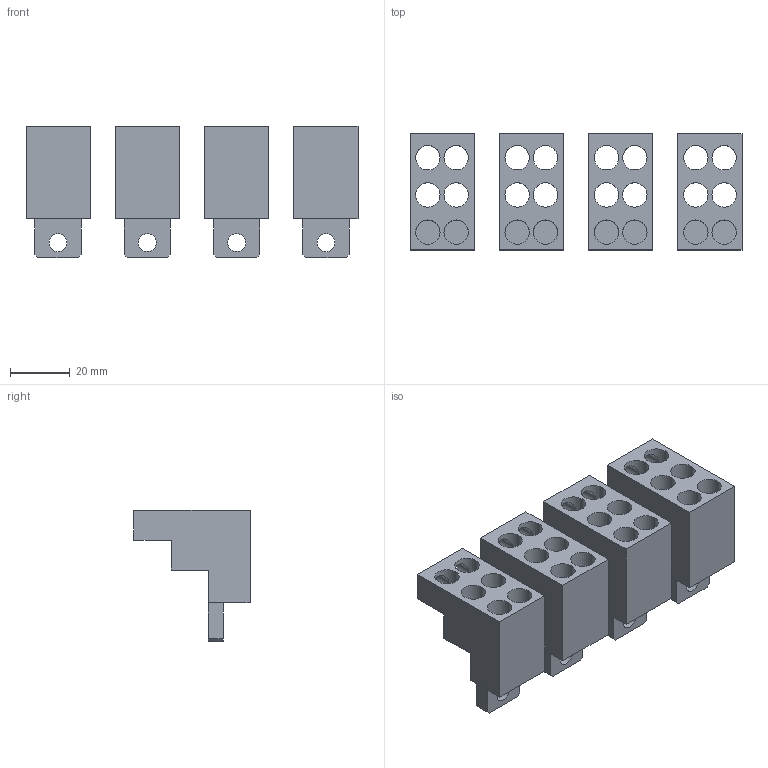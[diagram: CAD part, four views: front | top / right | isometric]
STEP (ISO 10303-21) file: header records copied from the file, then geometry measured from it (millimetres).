
FILE_DESCRIPTION(('CATIA V5 STEP Exchange'),'2;1');
FILE_NAME('1SDH001295R0377_1PA_001_00_XT2_4P_WITHDRAWABLE_MC_SUP.stp','2014-11-11T15:27:38+00:00',('none'),('none'),'CATIA Version 5 Release 20 SP 1 (IN-10)','CATIA V5 STEP AP214','none');
FILE_SCHEMA(('AUTOMOTIVE_DESIGN { 1 0 10303 214 1 1 1 1 }'));
Length unit declared in the file: millimetre
Products named in the file (1): 1SDH001295R0377_1PA_001_00_XT2_4P_WITHDRAWABLE_MC_SUP
Bounding box: 111.5 x 39 x 44 mm (x, y, z)
Volume: 44532.6 mm3; surface area: 31823.9 mm2
Topology: 4 solids, 4 shells, 176 faces, 480 edges, 320 vertices
Faces by surface type: cylinder 104, plane 72
Entity records: 6226 total; most frequent: CARTESIAN_POINT 1993, ORIENTED_EDGE 960, DIRECTION 608, EDGE_CURVE 480, VERTEX_POINT 320, VECTOR 272, EDGE_LOOP 272, LINE 272
